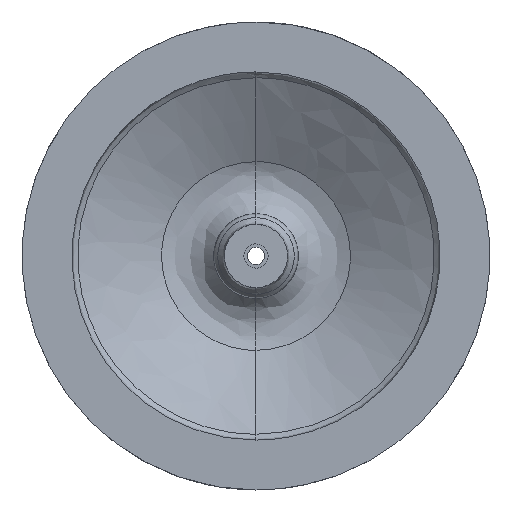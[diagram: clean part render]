
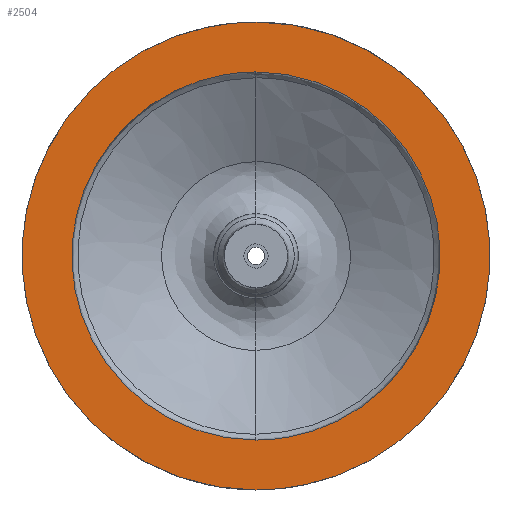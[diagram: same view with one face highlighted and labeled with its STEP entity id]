
A CAD part, front view. The second image highlights one B-rep face of the part: STEP entity #2504.
In plain terms, the highlighted free-form (B-spline) face has degree [1, 1] with [2, 2] control points.
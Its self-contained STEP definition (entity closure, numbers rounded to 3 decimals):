
#183 = VERTEX_POINT('',#184);
#184 = CARTESIAN_POINT('',(0.,0.,48.438));
#191 = VERTEX_POINT('',#192);
#192 = CARTESIAN_POINT('',(0.,0.,-48.438));
#197 = EDGE_CURVE('',#191,#183,#198,.T.);
#198 = ( BOUNDED_CURVE() B_SPLINE_CURVE(2,(#199,#200,#201,#202,#203),
.UNSPECIFIED.,.F.,.F.) B_SPLINE_CURVE_WITH_KNOTS((3,2,3),(3.142,
4.712,6.283),.PIECEWISE_BEZIER_KNOTS.) CURVE() 
GEOMETRIC_REPRESENTATION_ITEM() RATIONAL_B_SPLINE_CURVE((1.,
0.707,1.,0.707,1.)) REPRESENTATION_ITEM('') );
#199 = CARTESIAN_POINT('',(0.,0.,-48.438));
#200 = CARTESIAN_POINT('',(-48.438,0.,-48.438));
#201 = CARTESIAN_POINT('',(-48.438,0.,0.));
#202 = CARTESIAN_POINT('',(-48.438,0.,48.438));
#203 = CARTESIAN_POINT('',(0.,0.,48.438));
#1380 = VERTEX_POINT('',#1381);
#1381 = CARTESIAN_POINT('',(0.,0.,61.578));
#1386 = EDGE_CURVE('',#1380,#1387,#1389,.T.);
#1387 = VERTEX_POINT('',#1388);
#1388 = CARTESIAN_POINT('',(0.,0.,-61.578));
#1389 = ( BOUNDED_CURVE() B_SPLINE_CURVE(2,(#1390,#1391,#1392,#1393,
#1394),.UNSPECIFIED.,.F.,.F.) B_SPLINE_CURVE_WITH_KNOTS((3,2,3),(0.,
1.571,3.142),.PIECEWISE_BEZIER_KNOTS.) CURVE() 
GEOMETRIC_REPRESENTATION_ITEM() RATIONAL_B_SPLINE_CURVE((1.,
0.707,1.,0.707,1.)) REPRESENTATION_ITEM('') );
#1390 = CARTESIAN_POINT('',(0.,0.,61.578));
#1391 = CARTESIAN_POINT('',(61.578,0.,61.578));
#1392 = CARTESIAN_POINT('',(61.578,0.,0.));
#1393 = CARTESIAN_POINT('',(61.578,0.,-61.578));
#1394 = CARTESIAN_POINT('',(0.,0.,-61.578));
#1703 = EDGE_CURVE('',#1387,#1380,#1704,.T.);
#1704 = ( BOUNDED_CURVE() B_SPLINE_CURVE(2,(#1705,#1706,#1707,#1708,
#1709),.UNSPECIFIED.,.F.,.F.) B_SPLINE_CURVE_WITH_KNOTS((3,2,3),(
    3.142,4.712,6.283),
.PIECEWISE_BEZIER_KNOTS.) CURVE() GEOMETRIC_REPRESENTATION_ITEM() 
RATIONAL_B_SPLINE_CURVE((1.,0.707,1.,0.707,1.)) 
REPRESENTATION_ITEM('') );
#1705 = CARTESIAN_POINT('',(0.,0.,-61.578));
#1706 = CARTESIAN_POINT('',(-61.578,0.,-61.578));
#1707 = CARTESIAN_POINT('',(-61.578,0.,0.));
#1708 = CARTESIAN_POINT('',(-61.578,0.,61.578));
#1709 = CARTESIAN_POINT('',(0.,0.,61.578));
#2485 = EDGE_CURVE('',#183,#191,#2486,.T.);
#2486 = ( BOUNDED_CURVE() B_SPLINE_CURVE(2,(#2487,#2488,#2489,#2490,
#2491),.UNSPECIFIED.,.F.,.F.) B_SPLINE_CURVE_WITH_KNOTS((3,2,3),(0.,
1.571,3.142),.PIECEWISE_BEZIER_KNOTS.) CURVE() 
GEOMETRIC_REPRESENTATION_ITEM() RATIONAL_B_SPLINE_CURVE((1.,
0.707,1.,0.707,1.)) REPRESENTATION_ITEM('') );
#2487 = CARTESIAN_POINT('',(0.,0.,48.438));
#2488 = CARTESIAN_POINT('',(48.438,0.,48.438));
#2489 = CARTESIAN_POINT('',(48.438,0.,0.));
#2490 = CARTESIAN_POINT('',(48.438,0.,-48.438));
#2491 = CARTESIAN_POINT('',(0.,0.,-48.438));
#2504 = ADVANCED_FACE('',(#2505,#2509),#2513,.F.);
#2505 = FACE_BOUND('',#2506,.T.);
#2506 = EDGE_LOOP('',(#2507,#2508));
#2507 = ORIENTED_EDGE('',*,*,#2485,.T.);
#2508 = ORIENTED_EDGE('',*,*,#197,.T.);
#2509 = FACE_BOUND('',#2510,.T.);
#2510 = EDGE_LOOP('',(#2511,#2512));
#2511 = ORIENTED_EDGE('',*,*,#1703,.F.);
#2512 = ORIENTED_EDGE('',*,*,#1386,.F.);
#2513 = B_SPLINE_SURFACE_WITH_KNOTS('',1,1,(
    (#2514,#2515)
    ,(#2516,#2517
    )),.UNSPECIFIED.,.F.,.F.,.F.,(2,2),(2,2),(-60.,60.),(-60.,60.),
  .PIECEWISE_BEZIER_KNOTS.);
#2514 = CARTESIAN_POINT('',(-61.578,0.,-61.578));
#2515 = CARTESIAN_POINT('',(61.578,0.,-61.578));
#2516 = CARTESIAN_POINT('',(-61.578,0.,61.578));
#2517 = CARTESIAN_POINT('',(61.578,0.,61.578));
